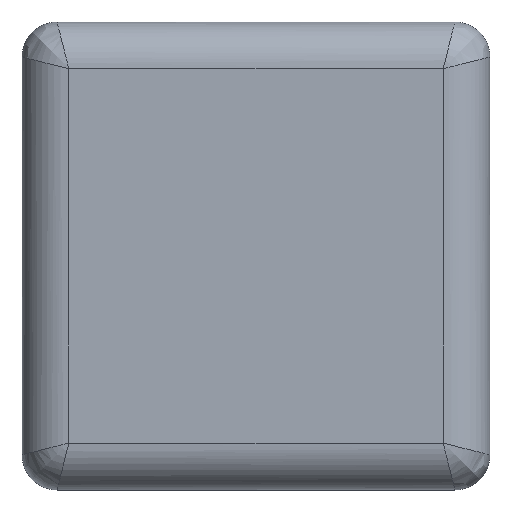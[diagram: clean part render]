
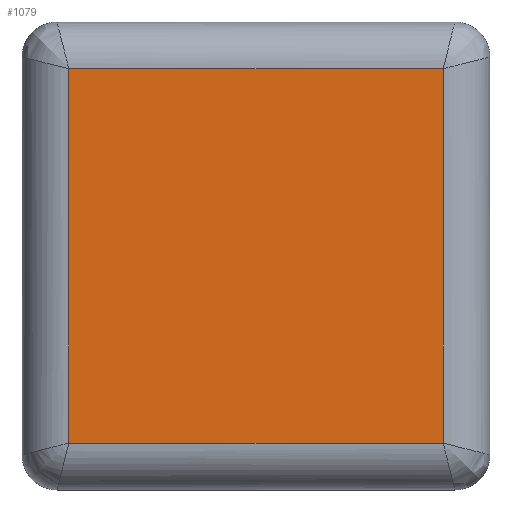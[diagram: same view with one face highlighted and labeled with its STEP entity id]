
A CAD part, top view. The second image highlights one B-rep face of the part: STEP entity #1079.
In plain terms, the highlighted planar face has unit normal (0, 0, 1).
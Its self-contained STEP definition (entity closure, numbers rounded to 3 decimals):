
#126 = EDGE_LOOP ( 'NONE', ( #1391, #951, #1792, #1026 ) ) ;
#144 = DIRECTION ( 'NONE',  ( 1., 0., 0. ) ) ;
#239 = VECTOR ( 'NONE', #711, 1000. ) ;
#334 = PLANE ( 'NONE',  #869 ) ;
#345 = CARTESIAN_POINT ( 'NONE',  ( -8., -8., 2.5 ) ) ;
#527 = VERTEX_POINT ( 'NONE', #1059 ) ;
#578 = CARTESIAN_POINT ( 'NONE',  ( -10., 8., 2.5 ) ) ;
#620 = VECTOR ( 'NONE', #724, 1000. ) ;
#681 = VERTEX_POINT ( 'NONE', #345 ) ;
#711 = DIRECTION ( 'NONE',  ( 0., 1., 0. ) ) ;
#714 = CARTESIAN_POINT ( 'NONE',  ( -10., 10., 2.5 ) ) ;
#724 = DIRECTION ( 'NONE',  ( 0., -1., 0. ) ) ;
#824 = VECTOR ( 'NONE', #1543, 1000. ) ;
#860 = EDGE_CURVE ( 'NONE', #1260, #527, #948, .T. ) ;
#869 = AXIS2_PLACEMENT_3D ( 'NONE', #714, #1145, #1853 ) ;
#948 = LINE ( 'NONE', #1881, #620 ) ;
#951 = ORIENTED_EDGE ( 'NONE', *, *, #1170, .F. ) ;
#987 = CARTESIAN_POINT ( 'NONE',  ( -8., 8., 2.5 ) ) ;
#1026 = ORIENTED_EDGE ( 'NONE', *, *, #1163, .F. ) ;
#1059 = CARTESIAN_POINT ( 'NONE',  ( 8., -8., 2.5 ) ) ;
#1079 = ADVANCED_FACE ( 'NONE', ( #2057 ), #334, .F. ) ;
#1111 = VERTEX_POINT ( 'NONE', #987 ) ;
#1145 = DIRECTION ( 'NONE',  ( 0., 0., -1. ) ) ;
#1163 = EDGE_CURVE ( 'NONE', #1111, #1260, #1893, .T. ) ;
#1170 = EDGE_CURVE ( 'NONE', #527, #681, #1987, .T. ) ;
#1205 = CARTESIAN_POINT ( 'NONE',  ( -10., -8., 2.5 ) ) ;
#1213 = VECTOR ( 'NONE', #144, 1000. ) ;
#1260 = VERTEX_POINT ( 'NONE', #1599 ) ;
#1391 = ORIENTED_EDGE ( 'NONE', *, *, #1479, .F. ) ;
#1479 = EDGE_CURVE ( 'NONE', #681, #1111, #1520, .T. ) ;
#1520 = LINE ( 'NONE', #1688, #239 ) ;
#1543 = DIRECTION ( 'NONE',  ( -1., 0., 0. ) ) ;
#1599 = CARTESIAN_POINT ( 'NONE',  ( 8., 8., 2.5 ) ) ;
#1688 = CARTESIAN_POINT ( 'NONE',  ( -8., 10., 2.5 ) ) ;
#1792 = ORIENTED_EDGE ( 'NONE', *, *, #860, .F. ) ;
#1853 = DIRECTION ( 'NONE',  ( -1., 0., 0. ) ) ;
#1881 = CARTESIAN_POINT ( 'NONE',  ( 8., 10., 2.5 ) ) ;
#1893 = LINE ( 'NONE', #578, #1213 ) ;
#1987 = LINE ( 'NONE', #1205, #824 ) ;
#2057 = FACE_OUTER_BOUND ( 'NONE', #126, .T. ) ;
